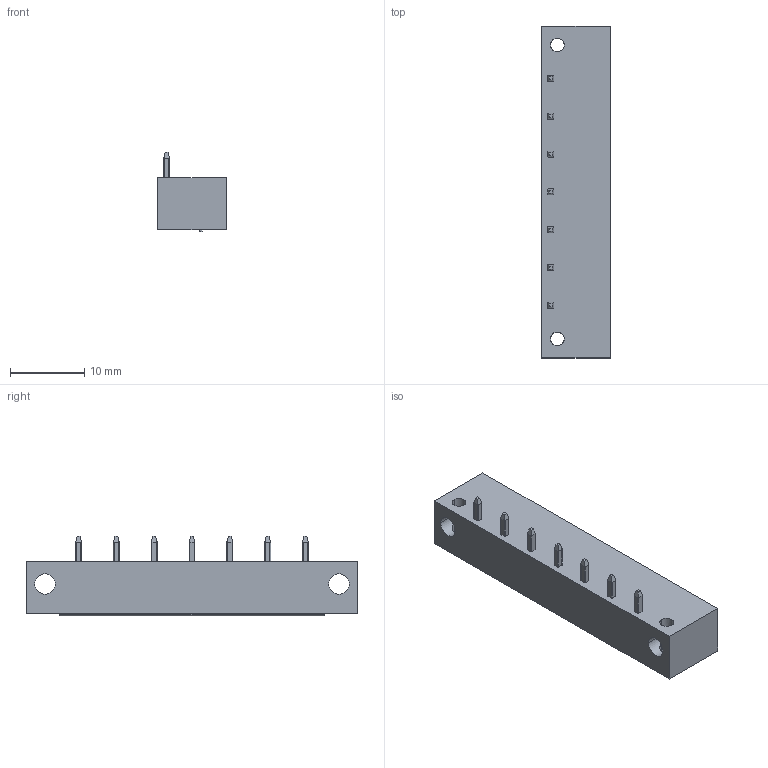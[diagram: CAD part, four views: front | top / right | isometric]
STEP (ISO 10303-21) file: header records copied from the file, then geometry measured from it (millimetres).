
FILE_DESCRIPTION((''),'2;1');
FILE_NAME('TLPHW-313R-XXP','2024-10-30T13:12:06',('sheji'),(''),'CREO PARAMETRIC BY PTC INC, 2018100','CREO PARAMETRIC BY PTC INC, 2018100','');
FILE_SCHEMA(('CONFIG_CONTROL_DESIGN'));
Length unit declared in the file: millimetre
Products named in the file (1): TLPHW-313R-XXP
Bounding box: 9.2 x 44.58 x 10.65 mm (x, y, z)
Volume: 1994.2 mm3; surface area: 3000 mm2
Topology: 1 solids, 1 shells, 428 faces, 1113 edges, 716 vertices
Faces by surface type: plane 327, cylinder 76, cone 25
Entity records: 13239 total; most frequent: CARTESIAN_POINT 2862, ORIENTED_EDGE 2226, DIRECTION 1962, EDGE_CURVE 1113, VECTOR 852, LINE 852, VERTEX_POINT 716, AXIS2_PLACEMENT_3D 555
